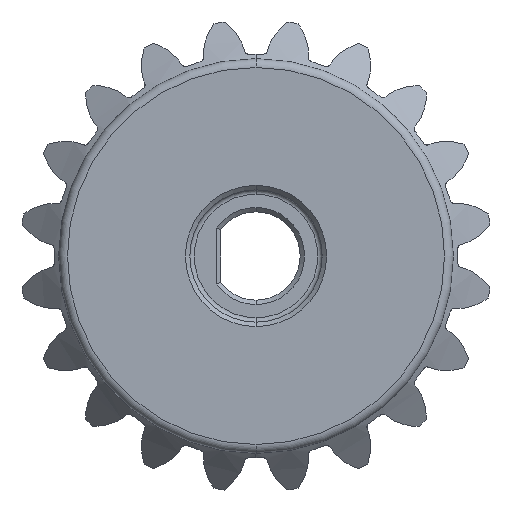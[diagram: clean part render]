
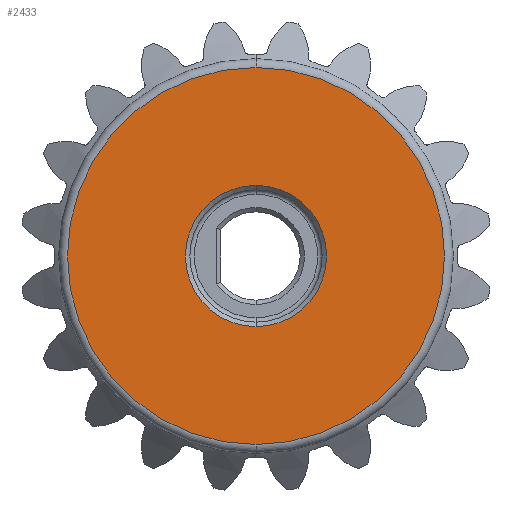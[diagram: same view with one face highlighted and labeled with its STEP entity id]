
A CAD part, left-side view. The second image highlights one B-rep face of the part: STEP entity #2433.
In plain terms, the highlighted planar face has unit normal (-1, 0, 0).
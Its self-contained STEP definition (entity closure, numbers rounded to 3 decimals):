
#260 = CIRCLE ( 'NONE', #677, 1.6 ) ;
#352 = AXIS2_PLACEMENT_3D ( 'NONE', #920, #6713, #5680 ) ;
#677 = AXIS2_PLACEMENT_3D ( 'NONE', #6749, #3673, #4726 ) ;
#760 = DIRECTION ( 'NONE',  ( 0., 0., 1. ) ) ;
#877 = VERTEX_POINT ( 'NONE', #4727 ) ;
#901 = CIRCLE ( 'NONE', #6086, 1.6 ) ;
#920 = CARTESIAN_POINT ( 'NONE',  ( -5.474, 0., 0. ) ) ;
#1131 = CARTESIAN_POINT ( 'NONE',  ( -5.474, 0., -1.6 ) ) ;
#1196 = VERTEX_POINT ( 'NONE', #5742 ) ;
#1224 = ORIENTED_EDGE ( 'NONE', *, *, #5648, .T. ) ;
#1545 = AXIS2_PLACEMENT_3D ( 'NONE', #2090, #3145, #5206 ) ;
#1733 = CARTESIAN_POINT ( 'NONE',  ( -5.474, 0., 0. ) ) ;
#1850 = CARTESIAN_POINT ( 'NONE',  ( -5.474, 0., 1.6 ) ) ;
#1979 = FACE_OUTER_BOUND ( 'NONE', #4344, .T. ) ;
#2090 = CARTESIAN_POINT ( 'NONE',  ( -5.474, 0., 0. ) ) ;
#2212 = DIRECTION ( 'NONE',  ( 1., 0., 0. ) ) ;
#2247 = ORIENTED_EDGE ( 'NONE', *, *, #5120, .T. ) ;
#2259 = DIRECTION ( 'NONE',  ( 0., 0., 1. ) ) ;
#2266 = EDGE_CURVE ( 'NONE', #1196, #877, #5692, .T. ) ;
#2433 = ADVANCED_FACE ( 'NONE', ( #1979, #2893 ), #2505, .T. ) ;
#2505 = PLANE ( 'NONE',  #352 ) ;
#2827 = AXIS2_PLACEMENT_3D ( 'NONE', #1733, #6529, #760 ) ;
#2893 = FACE_BOUND ( 'NONE', #5644, .T. ) ;
#3145 = DIRECTION ( 'NONE',  ( -1., 0., 0. ) ) ;
#3344 = ORIENTED_EDGE ( 'NONE', *, *, #6385, .T. ) ;
#3673 = DIRECTION ( 'NONE',  ( 1., 0., 0. ) ) ;
#3974 = VERTEX_POINT ( 'NONE', #1850 ) ;
#4344 = EDGE_LOOP ( 'NONE', ( #3344, #5877 ) ) ;
#4726 = DIRECTION ( 'NONE',  ( 0., 0., 1. ) ) ;
#4727 = CARTESIAN_POINT ( 'NONE',  ( -5.474, 0., 4.274 ) ) ;
#4905 = CARTESIAN_POINT ( 'NONE',  ( -5.474, 0., 0. ) ) ;
#5120 = EDGE_CURVE ( 'NONE', #3974, #6008, #260, .T. ) ;
#5206 = DIRECTION ( 'NONE',  ( 0., 0., 1. ) ) ;
#5644 = EDGE_LOOP ( 'NONE', ( #2247, #1224 ) ) ;
#5648 = EDGE_CURVE ( 'NONE', #6008, #3974, #901, .T. ) ;
#5680 = DIRECTION ( 'NONE',  ( 0., 0., 1. ) ) ;
#5692 = CIRCLE ( 'NONE', #2827, 4.274 ) ;
#5742 = CARTESIAN_POINT ( 'NONE',  ( -5.474, 0., -4.274 ) ) ;
#5877 = ORIENTED_EDGE ( 'NONE', *, *, #2266, .T. ) ;
#6008 = VERTEX_POINT ( 'NONE', #1131 ) ;
#6086 = AXIS2_PLACEMENT_3D ( 'NONE', #4905, #2212, #2259 ) ;
#6240 = CIRCLE ( 'NONE', #1545, 4.274 ) ;
#6385 = EDGE_CURVE ( 'NONE', #877, #1196, #6240, .T. ) ;
#6529 = DIRECTION ( 'NONE',  ( -1., 0., 0. ) ) ;
#6713 = DIRECTION ( 'NONE',  ( -1., 0., 0. ) ) ;
#6749 = CARTESIAN_POINT ( 'NONE',  ( -5.474, 0., 0. ) ) ;
